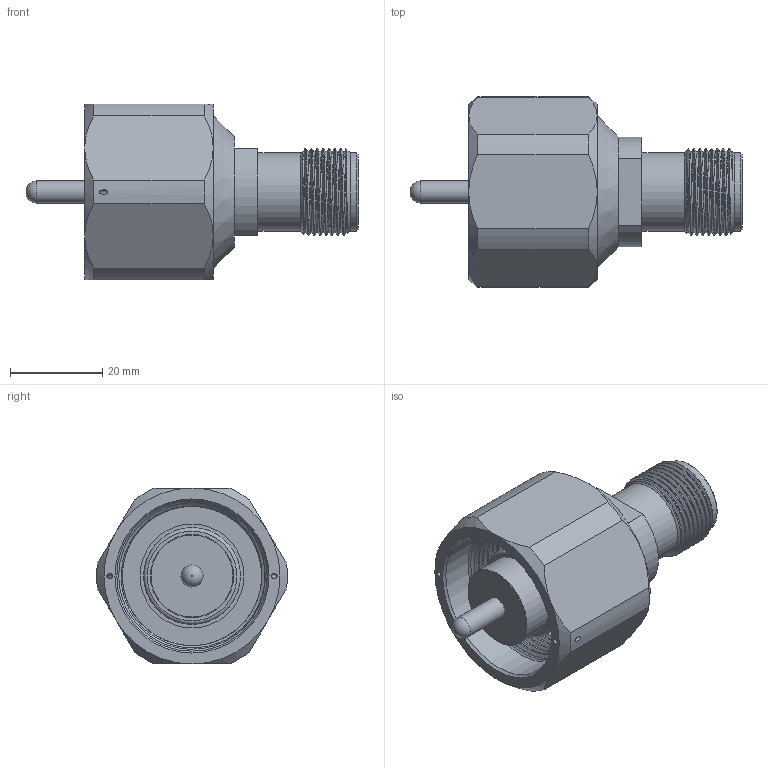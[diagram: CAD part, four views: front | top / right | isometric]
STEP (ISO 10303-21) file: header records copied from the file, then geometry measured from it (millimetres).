
FILE_DESCRIPTION (( 'STEP AP203' ), '1' );
FILE_NAME ('PE9181_3D.step', '2021-12-08T21:59:48', ( '' ), ( '' ), 'SwSTEP 2.0', 'SolidWorks 2021', '' );
FILE_SCHEMA (( 'CONFIG_CONTROL_DESIGN' ));
Length unit declared in the file: inch
Products named in the file (1): PE9181_3D
Bounding box: 71.88 x 41.33 x 38.1 mm (x, y, z)
Volume: 33768.4 mm3; surface area: 12647.3 mm2
Topology: 1 solids, 1 shells, 106 faces, 253 edges, 162 vertices
Faces by surface type: plane 41, cylinder 29, cone 27, bspline 7, torus 2
Full cylindrical faces by diameter (mm): 1.016 x2, 2.886 x1, 4.775 x1, 16.942 x2, 17.989 x1, 19.433 x1, 22.51 x1, 30.166 x1, 32.545 x1
Entity records: 9056 total; most frequent: CARTESIAN_POINT 6854, ORIENTED_EDGE 434, DIRECTION 412, EDGE_CURVE 217, AXIS2_PLACEMENT_3D 184, VERTEX_POINT 150, EDGE_LOOP 145, FACE_OUTER_BOUND 118
